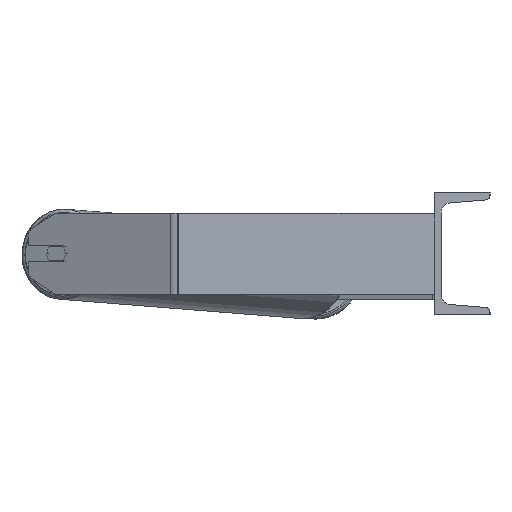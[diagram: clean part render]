
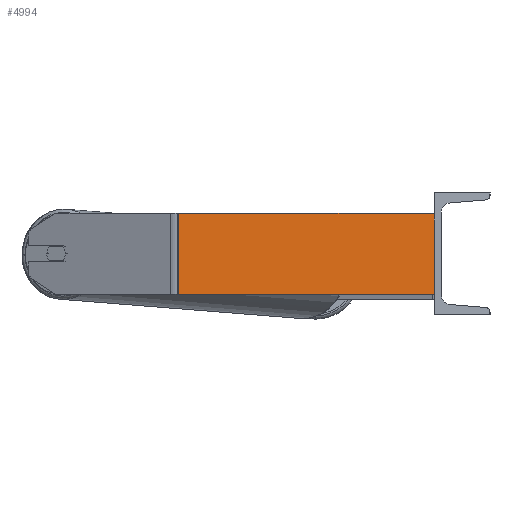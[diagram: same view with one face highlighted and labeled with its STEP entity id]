
A CAD part, left-side view. The second image highlights one B-rep face of the part: STEP entity #4994.
In plain terms, the highlighted planar face has unit normal (-0.996, -0.087, 0).
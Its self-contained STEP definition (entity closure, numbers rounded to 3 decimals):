
#403 = VECTOR ( 'NONE', #7576, 1000. ) ;
#606 = EDGE_CURVE ( 'NONE', #3852, #2179, #4769, .T. ) ;
#696 = AXIS2_PLACEMENT_3D ( 'NONE', #7635, #8181, #1300 ) ;
#735 = CARTESIAN_POINT ( 'NONE',  ( -907.031, 251.812, -40. ) ) ;
#926 = DIRECTION ( 'NONE',  ( 0., 0., -1. ) ) ;
#1300 = DIRECTION ( 'NONE',  ( -0.087, 0.996, 0. ) ) ;
#1340 = CARTESIAN_POINT ( 'NONE',  ( -885., 0., 40. ) ) ;
#1369 = VERTEX_POINT ( 'NONE', #4296 ) ;
#1429 = CARTESIAN_POINT ( 'NONE',  ( -907.031, 251.812, 40. ) ) ;
#1452 = ORIENTED_EDGE ( 'NONE', *, *, #7654, .F. ) ;
#1608 = VECTOR ( 'NONE', #926, 1000. ) ;
#1738 = LINE ( 'NONE', #3865, #3079 ) ;
#1893 = CARTESIAN_POINT ( 'NONE',  ( -885., 0., 40. ) ) ;
#2179 = VERTEX_POINT ( 'NONE', #4920 ) ;
#2220 = LINE ( 'NONE', #1429, #1608 ) ;
#2984 = VECTOR ( 'NONE', #4136, 1000. ) ;
#3079 = VECTOR ( 'NONE', #8114, 1000. ) ;
#3628 = ORIENTED_EDGE ( 'NONE', *, *, #8723, .T. ) ;
#3852 = VERTEX_POINT ( 'NONE', #735 ) ;
#3865 = CARTESIAN_POINT ( 'NONE',  ( -907.404, 256.082, 40. ) ) ;
#4136 = DIRECTION ( 'NONE',  ( 0.087, -0.996, 0. ) ) ;
#4296 = CARTESIAN_POINT ( 'NONE',  ( -907.031, 251.812, 40. ) ) ;
#4769 = LINE ( 'NONE', #7646, #2984 ) ;
#4801 = FACE_OUTER_BOUND ( 'NONE', #7553, .T. ) ;
#4920 = CARTESIAN_POINT ( 'NONE',  ( -885., 0., -40. ) ) ;
#4994 = ADVANCED_FACE ( 'NONE', ( #4801 ), #6806, .F. ) ;
#6378 = EDGE_CURVE ( 'NONE', #7464, #2179, #8265, .T. ) ;
#6392 = ORIENTED_EDGE ( 'NONE', *, *, #606, .T. ) ;
#6806 = PLANE ( 'NONE',  #696 ) ;
#7464 = VERTEX_POINT ( 'NONE', #1340 ) ;
#7553 = EDGE_LOOP ( 'NONE', ( #6392, #7795, #1452, #3628 ) ) ;
#7576 = DIRECTION ( 'NONE',  ( 0., 0., -1. ) ) ;
#7635 = CARTESIAN_POINT ( 'NONE',  ( -907.404, 256.082, 40. ) ) ;
#7646 = CARTESIAN_POINT ( 'NONE',  ( -907.404, 256.082, -40. ) ) ;
#7654 = EDGE_CURVE ( 'NONE', #1369, #7464, #1738, .T. ) ;
#7795 = ORIENTED_EDGE ( 'NONE', *, *, #6378, .F. ) ;
#8114 = DIRECTION ( 'NONE',  ( 0.087, -0.996, 0. ) ) ;
#8181 = DIRECTION ( 'NONE',  ( 0.996, 0.087, 0. ) ) ;
#8265 = LINE ( 'NONE', #1893, #403 ) ;
#8723 = EDGE_CURVE ( 'NONE', #1369, #3852, #2220, .T. ) ;
